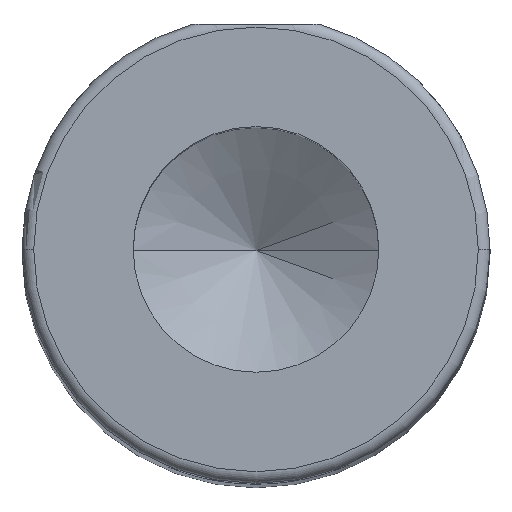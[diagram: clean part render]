
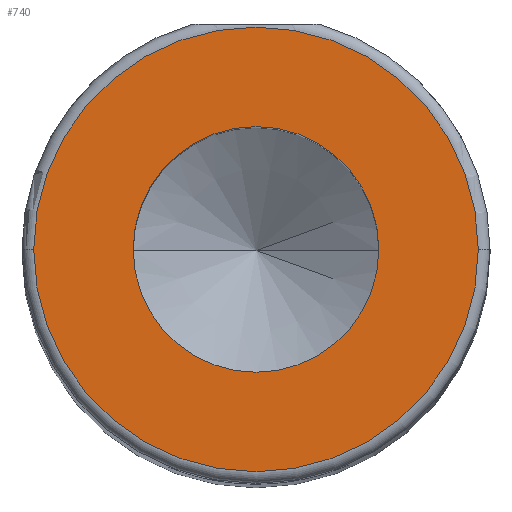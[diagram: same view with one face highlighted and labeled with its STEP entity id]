
A CAD part, top view. The second image highlights one B-rep face of the part: STEP entity #740.
In plain terms, the highlighted planar face has unit normal (0, 0, 1).
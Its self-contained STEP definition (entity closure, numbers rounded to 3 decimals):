
#1 = ORIENTED_EDGE ( 'NONE', *, *, #165, .T. ) ;
#3 = CIRCLE ( 'NONE', #88, 3.8 ) ;
#4 = ORIENTED_EDGE ( 'NONE', *, *, #50, .F. ) ;
#8 = DIRECTION ( 'NONE',  ( 0., 0., 1. ) ) ;
#16 = AXIS2_PLACEMENT_3D ( 'NONE', #1186, #1189, #610 ) ;
#30 = DIRECTION ( 'NONE',  ( 0., 0., 1. ) ) ;
#50 = EDGE_CURVE ( 'NONE', #1187, #515, #551, .T. ) ;
#75 = FACE_BOUND ( 'NONE', #375, .T. ) ;
#88 = AXIS2_PLACEMENT_3D ( 'NONE', #736, #112, #834 ) ;
#112 = DIRECTION ( 'NONE',  ( 0., 0., 1. ) ) ;
#165 = EDGE_CURVE ( 'NONE', #184, #765, #958, .T. ) ;
#184 = VERTEX_POINT ( 'NONE', #1133 ) ;
#300 = DIRECTION ( 'NONE',  ( 0., 0., 1. ) ) ;
#310 = CARTESIAN_POINT ( 'NONE',  ( -3.8, 0., 22.5 ) ) ;
#375 = EDGE_LOOP ( 'NONE', ( #505, #4 ) ) ;
#391 = AXIS2_PLACEMENT_3D ( 'NONE', #641, #8, #747 ) ;
#505 = ORIENTED_EDGE ( 'NONE', *, *, #743, .F. ) ;
#515 = VERTEX_POINT ( 'NONE', #933 ) ;
#551 = CIRCLE ( 'NONE', #585, 2.1 ) ;
#585 = AXIS2_PLACEMENT_3D ( 'NONE', #658, #30, #761 ) ;
#604 = FACE_OUTER_BOUND ( 'NONE', #1097, .T. ) ;
#610 = DIRECTION ( 'NONE',  ( 1., 0., 0. ) ) ;
#619 = CARTESIAN_POINT ( 'NONE',  ( -2.1, 0., 22.5 ) ) ;
#626 = ORIENTED_EDGE ( 'NONE', *, *, #772, .T. ) ;
#641 = CARTESIAN_POINT ( 'NONE',  ( 0., 0., 22.5 ) ) ;
#658 = CARTESIAN_POINT ( 'NONE',  ( 0., 0., 22.5 ) ) ;
#736 = CARTESIAN_POINT ( 'NONE',  ( 0., 0., 22.5 ) ) ;
#740 = ADVANCED_FACE ( 'NONE', ( #75, #604 ), #1103, .T. ) ;
#743 = EDGE_CURVE ( 'NONE', #515, #1187, #835, .T. ) ;
#747 = DIRECTION ( 'NONE',  ( 1., 0., 0. ) ) ;
#761 = DIRECTION ( 'NONE',  ( 1., 0., 0. ) ) ;
#765 = VERTEX_POINT ( 'NONE', #310 ) ;
#772 = EDGE_CURVE ( 'NONE', #765, #184, #3, .T. ) ;
#834 = DIRECTION ( 'NONE',  ( 1., 0., 0. ) ) ;
#835 = CIRCLE ( 'NONE', #1256, 2.1 ) ;
#908 = CARTESIAN_POINT ( 'NONE',  ( 0., 0., 22.5 ) ) ;
#933 = CARTESIAN_POINT ( 'NONE',  ( 2.1, 0., 22.5 ) ) ;
#958 = CIRCLE ( 'NONE', #391, 3.8 ) ;
#1006 = DIRECTION ( 'NONE',  ( 1., 0., 0. ) ) ;
#1097 = EDGE_LOOP ( 'NONE', ( #1, #626 ) ) ;
#1103 = PLANE ( 'NONE',  #16 ) ;
#1133 = CARTESIAN_POINT ( 'NONE',  ( 3.8, 0., 22.5 ) ) ;
#1186 = CARTESIAN_POINT ( 'NONE',  ( 0., 0., 22.5 ) ) ;
#1187 = VERTEX_POINT ( 'NONE', #619 ) ;
#1189 = DIRECTION ( 'NONE',  ( 0., 0., 1. ) ) ;
#1256 = AXIS2_PLACEMENT_3D ( 'NONE', #908, #300, #1006 ) ;
